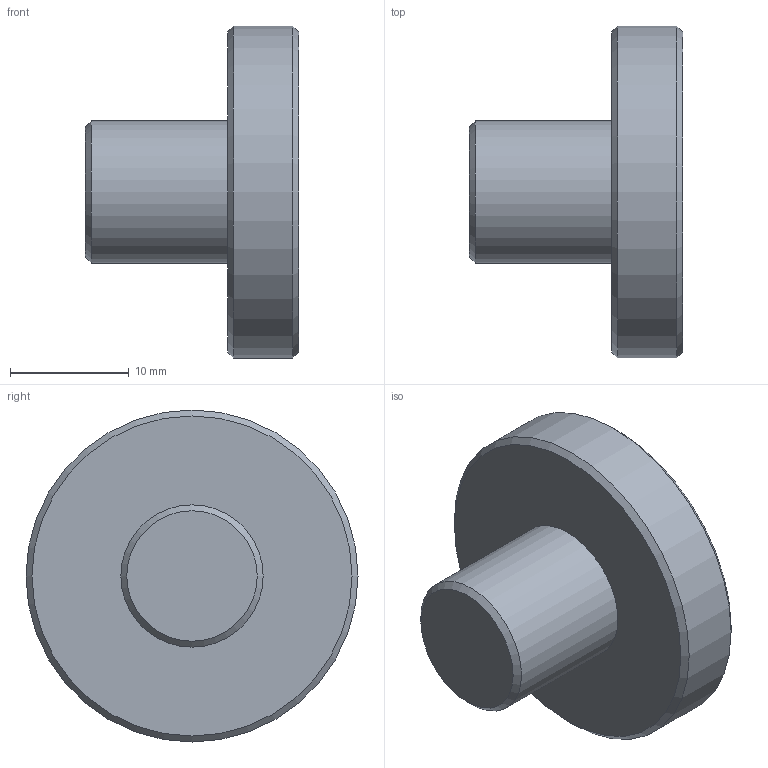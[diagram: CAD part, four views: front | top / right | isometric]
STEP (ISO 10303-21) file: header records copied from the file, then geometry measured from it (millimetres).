
FILE_DESCRIPTION(/* description */ (''),/* implementation_level */ '2;1');
FILE_NAME(/* name */ 'PieceB.step',/* time_stamp */ '2020-09-07T10:45:20+02:00',/* author */ (''),/* organization */ (''),/* preprocessor_version */ 'ST-DEVELOPER v18.1',/* originating_system */ 'Autodesk Translation Framework v9.3.0.1241',/* authorisation */ '');
FILE_SCHEMA (('AUTOMOTIVE_DESIGN { 1 0 10303 214 3 1 1 }'));
Length unit declared in the file: millimetre
Products named in the file (1): FusionComponent
Bounding box: 18 x 28 x 28 mm (x, y, z)
Volume: 5025.4 mm3; surface area: 2148.1 mm2
Topology: 1 solids, 1 shells, 8 faces, 12 edges, 7 vertices
Faces by surface type: cone 3, plane 3, cylinder 2
Full cylindrical faces by diameter (mm): 12 x1, 28 x1
Entity records: 212 total; most frequent: DIRECTION 37, CARTESIAN_POINT 28, ORIENTED_EDGE 24, AXIS2_PLACEMENT_3D 16, EDGE_CURVE 12, EDGE_LOOP 9, FACE_OUTER_BOUND 8, ADVANCED_FACE 8
